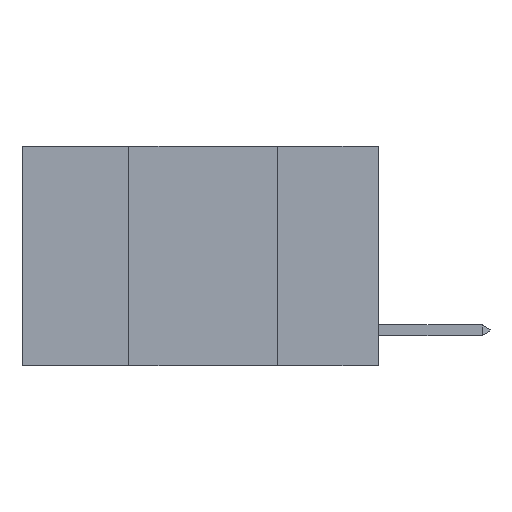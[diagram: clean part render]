
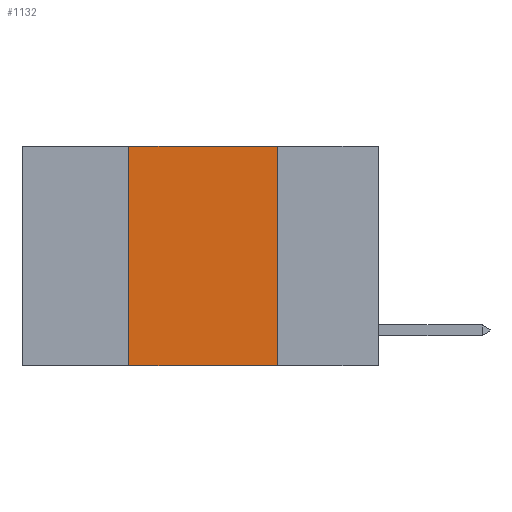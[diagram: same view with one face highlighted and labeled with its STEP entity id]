
A CAD part, left-side view. The second image highlights one B-rep face of the part: STEP entity #1132.
In plain terms, the highlighted planar face has unit normal (-1, 0, 0).
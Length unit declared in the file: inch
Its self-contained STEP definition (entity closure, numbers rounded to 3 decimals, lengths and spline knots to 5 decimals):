
#1132 = ADVANCED_FACE ( 'NONE', ( #2692 ), #9968, .F. ) ;
#1515 = EDGE_CURVE ( 'NONE', #22390, #1919, #22165, .T. ) ;
#1911 = CARTESIAN_POINT ( 'NONE',  ( 0., 0.42, 0. ) ) ;
#1919 = VERTEX_POINT ( 'NONE', #15016 ) ;
#2692 = FACE_OUTER_BOUND ( 'NONE', #20988, .T. ) ;
#3577 = EDGE_CURVE ( 'NONE', #1919, #9959, #21262, .T. ) ;
#3799 = VERTEX_POINT ( 'NONE', #10758 ) ;
#4147 = DIRECTION ( 'NONE',  ( 0., -1., 0. ) ) ;
#4906 = VECTOR ( 'NONE', #12279, 39.37008 ) ;
#5344 = CARTESIAN_POINT ( 'NONE',  ( 0., 0.42, 0. ) ) ;
#5439 = DIRECTION ( 'NONE',  ( 0., 0., -1. ) ) ;
#6592 = VECTOR ( 'NONE', #4147, 39.37008 ) ;
#7530 = AXIS2_PLACEMENT_3D ( 'NONE', #16462, #10784, #5439 ) ;
#8208 = EDGE_CURVE ( 'NONE', #3799, #22390, #13571, .T. ) ;
#8370 = VECTOR ( 'NONE', #20042, 39.37008 ) ;
#9959 = VERTEX_POINT ( 'NONE', #19164 ) ;
#9968 = PLANE ( 'NONE',  #7530 ) ;
#9980 = ORIENTED_EDGE ( 'NONE', *, *, #8208, .F. ) ;
#10167 = DIRECTION ( 'NONE',  ( 0., 0., -1. ) ) ;
#10337 = ORIENTED_EDGE ( 'NONE', *, *, #1515, .F. ) ;
#10758 = CARTESIAN_POINT ( 'NONE',  ( 0., 0.42, -0.37 ) ) ;
#10784 = DIRECTION ( 'NONE',  ( 1., 0., 0. ) ) ;
#12279 = DIRECTION ( 'NONE',  ( 0., 0., 1. ) ) ;
#12291 = LINE ( 'NONE', #16266, #6592 ) ;
#12833 = EDGE_CURVE ( 'NONE', #3799, #9959, #12291, .T. ) ;
#13571 = LINE ( 'NONE', #1911, #4906 ) ;
#15016 = CARTESIAN_POINT ( 'NONE',  ( 0., 0.17, 0. ) ) ;
#15344 = CARTESIAN_POINT ( 'NONE',  ( 0., 0.17, 0. ) ) ;
#16266 = CARTESIAN_POINT ( 'NONE',  ( 0., 0.6, -0.37 ) ) ;
#16462 = CARTESIAN_POINT ( 'NONE',  ( 0., 0.6, 0. ) ) ;
#16690 = VECTOR ( 'NONE', #10167, 39.37008 ) ;
#19164 = CARTESIAN_POINT ( 'NONE',  ( 0., 0.17, -0.37 ) ) ;
#19241 = ORIENTED_EDGE ( 'NONE', *, *, #3577, .F. ) ;
#19681 = ORIENTED_EDGE ( 'NONE', *, *, #12833, .T. ) ;
#20042 = DIRECTION ( 'NONE',  ( 0., -1., 0. ) ) ;
#20988 = EDGE_LOOP ( 'NONE', ( #19241, #10337, #9980, #19681 ) ) ;
#21262 = LINE ( 'NONE', #15344, #16690 ) ;
#21627 = CARTESIAN_POINT ( 'NONE',  ( 0., 0.6, 0. ) ) ;
#22165 = LINE ( 'NONE', #21627, #8370 ) ;
#22390 = VERTEX_POINT ( 'NONE', #5344 ) ;
